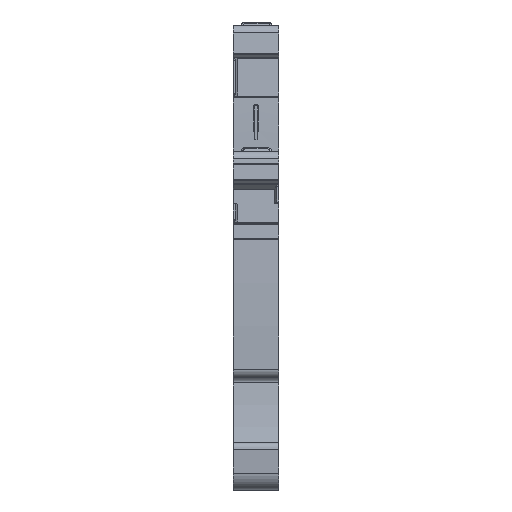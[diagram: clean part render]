
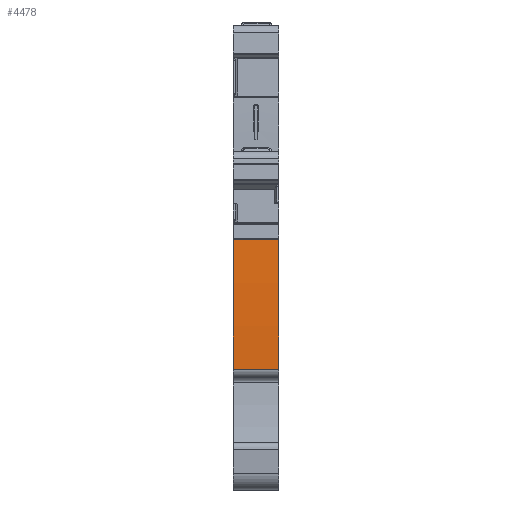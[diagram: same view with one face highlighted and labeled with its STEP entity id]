
A CAD part, front view. The second image highlights one B-rep face of the part: STEP entity #4478.
In plain terms, the highlighted cylindrical face has radius 154.9 mm (diameter 309.8 mm), a partial arc.
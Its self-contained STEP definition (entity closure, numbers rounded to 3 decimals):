
#3646=AXIS2_PLACEMENT_3D('Cylinder Axis2P3D',#3643,#3644,#3645) ;
#4455=AXIS2_PLACEMENT_3D('Circle Axis2P3D',#4453,#4454,$) ;
#4469=AXIS2_PLACEMENT_3D('Circle Axis2P3D',#4467,#4468,$) ;
#3643=CARTESIAN_POINT('Axis2P3D Location',(2.55,155.394,17.05)) ;
#4431=CARTESIAN_POINT('Vertex',(5.1,0.869,27.819)) ;
#4438=CARTESIAN_POINT('Vertex',(0.,0.869,27.819)) ;
#4441=CARTESIAN_POINT('Line Origine',(2.55,0.869,27.819)) ;
#4453=CARTESIAN_POINT('Axis2P3D Location',(0.,155.394,17.05)) ;
#4457=CARTESIAN_POINT('Vertex',(0.,0.536,13.427)) ;
#4460=CARTESIAN_POINT('Line Origine',(2.55,0.536,13.427)) ;
#4464=CARTESIAN_POINT('Vertex',(5.1,0.536,13.427)) ;
#4467=CARTESIAN_POINT('Axis2P3D Location',(5.1,155.394,17.05)) ;
#3644=DIRECTION('Axis2P3D Direction',(1.,0.,0.)) ;
#3645=DIRECTION('Axis2P3D XDirection',(0.,-0.992,0.127)) ;
#4442=DIRECTION('Vector Direction',(1.,0.,0.)) ;
#4454=DIRECTION('Axis2P3D Direction',(1.,0.,0.)) ;
#4461=DIRECTION('Vector Direction',(1.,0.,0.)) ;
#4468=DIRECTION('Axis2P3D Direction',(1.,0.,0.)) ;
#4443=VECTOR('Line Direction',#4442,1.) ;
#4462=VECTOR('Line Direction',#4461,1.) ;
#4473=ORIENTED_EDGE('',*,*,#4459,.T.) ;
#4474=ORIENTED_EDGE('',*,*,#4466,.T.) ;
#4475=ORIENTED_EDGE('',*,*,#4471,.F.) ;
#4476=ORIENTED_EDGE('',*,*,#4445,.F.) ;
#4478=ADVANCED_FACE('S2T 2.5 N-FT',(#4477),#3647,.T.) ;
#4456=CIRCLE('generated circle',#4455,154.9) ;
#4470=CIRCLE('generated circle',#4469,154.9) ;
#3647=CYLINDRICAL_SURFACE('generated cylinder',#3646,154.9) ;
#4445=EDGE_CURVE('',#4439,#4432,#4444,.T.) ;
#4459=EDGE_CURVE('',#4439,#4458,#4456,.T.) ;
#4466=EDGE_CURVE('',#4458,#4465,#4463,.T.) ;
#4471=EDGE_CURVE('',#4432,#4465,#4470,.T.) ;
#4472=EDGE_LOOP('',(#4473,#4474,#4475,#4476)) ;
#4477=FACE_OUTER_BOUND('',#4472,.T.) ;
#4444=LINE('Line',#4441,#4443) ;
#4463=LINE('Line',#4460,#4462) ;
#4432=VERTEX_POINT('',#4431) ;
#4439=VERTEX_POINT('',#4438) ;
#4458=VERTEX_POINT('',#4457) ;
#4465=VERTEX_POINT('',#4464) ;
